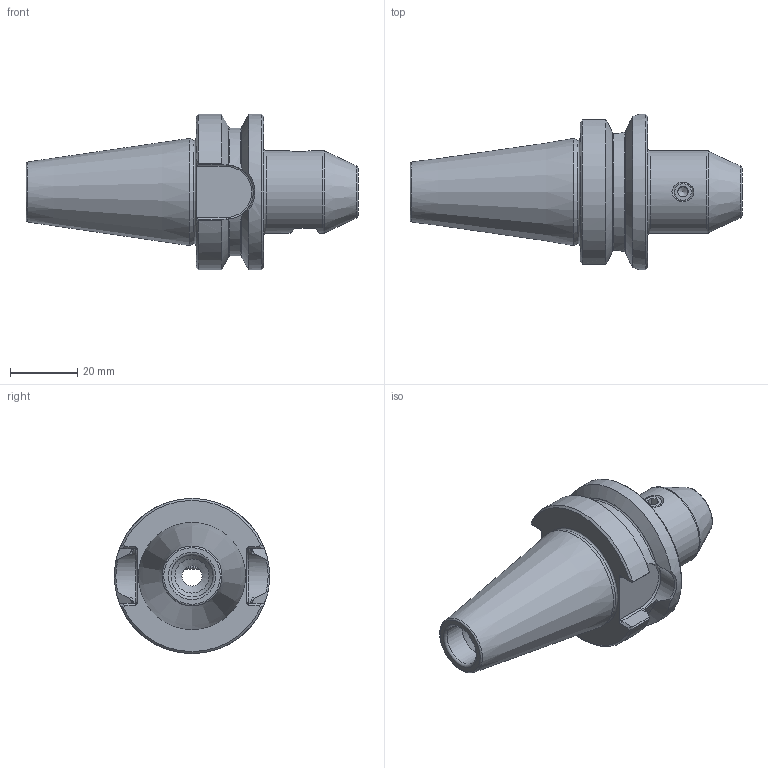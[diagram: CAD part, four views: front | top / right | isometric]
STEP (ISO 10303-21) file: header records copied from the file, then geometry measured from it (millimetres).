
FILE_DESCRIPTION( ( 'Unknown' ), '1' );
FILE_NAME( '213030620-D.stp', 'Unknown', ( 'Unknown' ), ( 'Unknown' ), 'PSStep 15.0.49', 'Unknown', ' ' );
FILE_SCHEMA( ( 'AUTOMOTIVE_DESIGN { 1 0 10303 214 1 1 1 1 }' ) );
Length unit declared in the file: millimetre
Products named in the file (2): 1; 2
Bounding box: 98.4 x 46 x 46 mm (x, y, z)
Volume: 58176.6 mm3; surface area: 14809.7 mm2
Topology: 2 solids, 2 shells, 104 faces, 268 edges, 169 vertices
Faces by surface type: plane 47, cylinder 22, cone 16, torus 13, bspline 6
Full cylindrical faces by diameter (mm): 4.917 x1, 6 x2, 10.106 x2, 12.5 x1, 24.5 x1, 46 x1
Entity records: 4194 total; most frequent: CARTESIAN_POINT 1053, ORIENTED_EDGE 462, DIRECTION 448, EDGE_CURVE 231, AXIS2_PLACEMENT_3D 183, VERTEX_POINT 160, EDGE_LOOP 136, FACE_OUTER_BOUND 119
